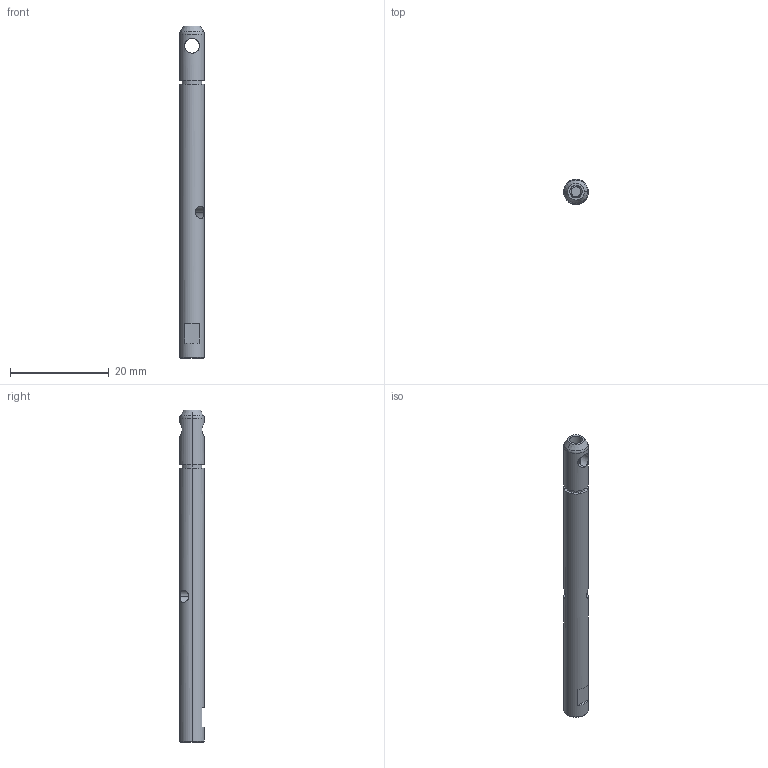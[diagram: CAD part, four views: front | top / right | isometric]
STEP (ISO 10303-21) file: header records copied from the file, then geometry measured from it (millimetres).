
FILE_DESCRIPTION (( 'STEP AP214' ), '1' );
FILE_NAME ('TC-SHAFT 1.STEP', '2021-08-15T11:15:46', ( '' ), ( '' ), 'SwSTEP 2.0', 'SolidWorks 2020', '' );
FILE_SCHEMA (( 'AUTOMOTIVE_DESIGN' ));
Length unit declared in the file: millimetre
Products named in the file (1): TC-SHAFT 1
Bounding box: 5 x 5 x 67.25 mm (x, y, z)
Volume: 1199.8 mm3; surface area: 1213.8 mm2
Topology: 1 solids, 1 shells, 31 faces, 72 edges, 46 vertices
Faces by surface type: cylinder 16, plane 9, cone 4, torus 2
Entity records: 1172 total; most frequent: CARTESIAN_POINT 420, DIRECTION 150, ORIENTED_EDGE 144, EDGE_CURVE 72, AXIS2_PLACEMENT_3D 62, VERTEX_POINT 46, EDGE_LOOP 40, FACE_OUTER_BOUND 31
